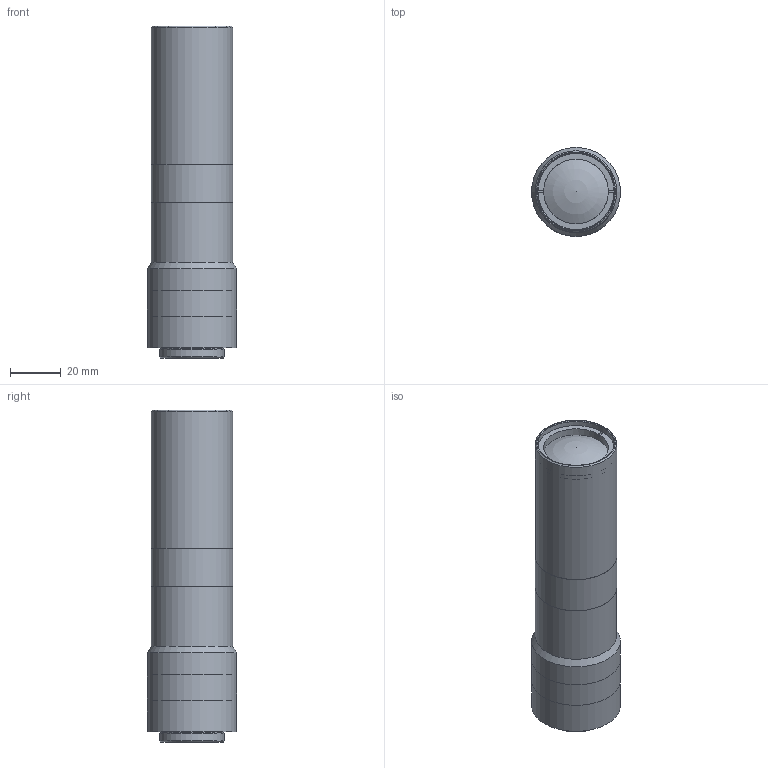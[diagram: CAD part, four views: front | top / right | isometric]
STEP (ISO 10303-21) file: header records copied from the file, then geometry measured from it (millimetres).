
FILE_DESCRIPTION(/* description */ (''),/* implementation_level */ '2;1');
FILE_NAME(/* name */ 'TOB11_11.0-70-F10-WN.stp',/* time_stamp */ '2020-06-15T11:14:05+02:00',/* author */ (''),/* organization */ (''),/* preprocessor_version */ 'ST-DEVELOPER v16.5',/* originating_system */ 'Autodesk Inventor 2017',/* authorisation */ '');
FILE_SCHEMA (('AUTOMOTIVE_DESIGN { 1 0 10303 214 3 1 1 }'));
Length unit declared in the file: millimetre
Products named in the file (1): TOB11_11.0-70-F10-WN
Bounding box: 35 x 35 x 130.56 mm (x, y, z)
Volume: 128187.4 mm3; surface area: 44925.7 mm2
Topology: 15 solids, 15 shells, 200 faces, 447 edges, 291 vertices
Faces by surface type: plane 92, cylinder 62, cone 32, sphere 8, torus 6
Full cylindrical faces by diameter (mm): 1.567 x3, 2 x2, 15 x1, 16 x1, 16.46 x1, 17 x1, 17.4 x1, 19.8 x1, 19.96 x1, 21 x1, 21.672 x1, 22 x2, 22.46 x1, 23 x2, 24.6 x1, 25.4 x1, 25.5 x1, 25.6 x1, 26.2 x1, 26.46 x2, 26.5 x3, 27 x2, 27.26 x2, 28 x2, 28.2 x1, 28.6 x1, 29 x4, 29.8 x1, 29.96 x1, 30.5 x1
Entity records: 5214 total; most frequent: CARTESIAN_POINT 1065, DIRECTION 852, ORIENTED_EDGE 620, AXIS2_PLACEMENT_3D 371, EDGE_LOOP 330, EDGE_CURVE 310, VERTEX_POINT 250, FACE_OUTER_BOUND 199
